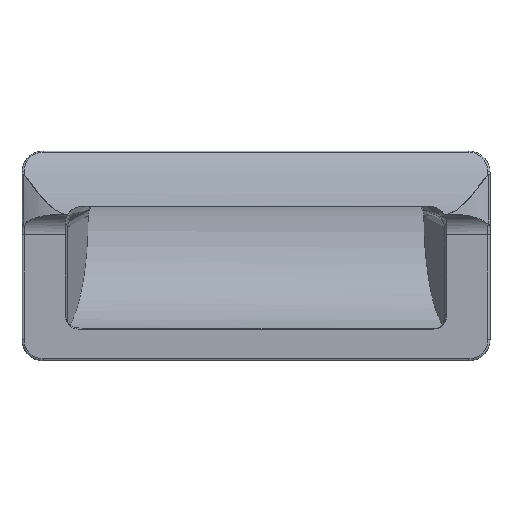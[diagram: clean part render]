
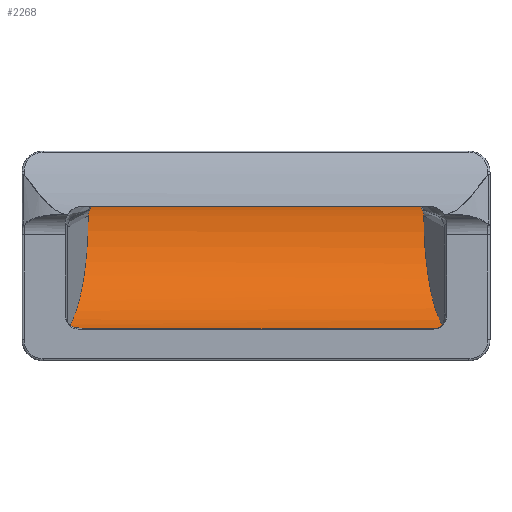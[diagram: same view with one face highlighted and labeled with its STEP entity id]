
A CAD part, top view. The second image highlights one B-rep face of the part: STEP entity #2268.
In plain terms, the highlighted cylindrical face has radius 28.247 mm (diameter 56.494 mm), a partial arc.
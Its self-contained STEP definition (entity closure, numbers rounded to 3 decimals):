
#19=ELLIPSE('',#2471,29.173,28.247);
#20=ELLIPSE('',#2474,29.173,28.247);
#157=LINE('',#4379,#255);
#160=LINE('',#4403,#258);
#178=LINE('',#5206,#276);
#255=VECTOR('',#2857,84.272);
#258=VECTOR('',#2860,4.728);
#276=VECTOR('',#2952,69.655);
#313=CYLINDRICAL_SURFACE('',#2472,28.247);
#449=FACE_OUTER_BOUND('',#596,.T.);
#596=EDGE_LOOP('',(#2033,#2034,#2035,#2036,#2037,#2038,#2039,#2040,#2041,
#2042,#2043,#2044,#2045,#2046,#2047));
#702=CIRCLE('',#2469,28.247);
#703=CIRCLE('',#2473,28.247);
#828=B_SPLINE_CURVE_WITH_KNOTS('',3,(#5250,#5251,#5252,#5253,#5254,#5255,
#5256),.UNSPECIFIED.,.F.,.F.,(4,3,4),(0.188,0.633,
1.104),.UNSPECIFIED.);
#830=B_SPLINE_CURVE_WITH_KNOTS('',3,(#5284,#5285,#5286,#5287,#5288,#5289),
 .UNSPECIFIED.,.F.,.F.,(4,2,4),(0.119,0.395,0.455),
 .UNSPECIFIED.);
#833=B_SPLINE_CURVE_WITH_KNOTS('',3,(#5321,#5322,#5323,#5324,#5325,#5326,
#5327),.UNSPECIFIED.,.F.,.F.,(4,3,4),(0.,0.018,0.036),
 .UNSPECIFIED.);
#835=B_SPLINE_CURVE_WITH_KNOTS('',3,(#5338,#5339,#5340,#5341,#5342,#5343,
#5344,#5345,#5346,#5347),.UNSPECIFIED.,.F.,.F.,(4,3,3,4),(0.,0.067,
0.076,0.132),.UNSPECIFIED.);
#836=B_SPLINE_CURVE_WITH_KNOTS('',3,(#5349,#5350,#5351,#5352,#5353,#5354,
#5355),.UNSPECIFIED.,.F.,.F.,(4,3,4),(0.,0.018,0.036),
 .UNSPECIFIED.);
#837=B_SPLINE_CURVE_WITH_KNOTS('',3,(#5356,#5357,#5358,#5359,#5360,#5361,
#5362),.UNSPECIFIED.,.F.,.F.,(4,3,4),(0.214,0.622,
1.13),.UNSPECIFIED.);
#838=B_SPLINE_CURVE_WITH_KNOTS('',3,(#5364,#5365,#5366,#5367,#5368,#5369),
 .UNSPECIFIED.,.F.,.F.,(4,2,4),(0.332,0.386,0.668),
 .UNSPECIFIED.);
#839=B_SPLINE_CURVE_WITH_KNOTS('',3,(#5370,#5371,#5372,#5373,#5374,#5375,
#5376,#5377,#5378,#5379),.UNSPECIFIED.,.F.,.F.,(4,3,3,4),(0.,0.065,
0.075,0.132),.UNSPECIFIED.);
#990=VERTEX_POINT('',#4377);
#991=VERTEX_POINT('',#4378);
#992=VERTEX_POINT('',#4402);
#1035=VERTEX_POINT('',#5187);
#1038=VERTEX_POINT('',#5198);
#1040=VERTEX_POINT('',#5225);
#1041=VERTEX_POINT('',#5244);
#1042=VERTEX_POINT('',#5277);
#1043=VERTEX_POINT('',#5283);
#1044=VERTEX_POINT('',#5315);
#1045=VERTEX_POINT('',#5329);
#1046=VERTEX_POINT('',#5337);
#1047=VERTEX_POINT('',#5348);
#1048=VERTEX_POINT('',#5363);
#1049=VERTEX_POINT('',#5380);
#1281=EDGE_CURVE('',#990,#991,#157,.T.);
#1284=EDGE_CURVE('',#991,#992,#160,.T.);
#1368=EDGE_CURVE('',#1035,#1038,#178,.T.);
#1372=EDGE_CURVE('',#1040,#992,#702,.F.);
#1375=EDGE_CURVE('',#1038,#1041,#828,.T.);
#1377=EDGE_CURVE('',#1043,#1042,#830,.T.);
#1380=EDGE_CURVE('',#1044,#1041,#833,.F.);
#1382=EDGE_CURVE('',#1045,#1040,#19,.T.);
#1383=EDGE_CURVE('',#1046,#1043,#835,.T.);
#1384=EDGE_CURVE('',#1047,#1042,#836,.F.);
#1385=EDGE_CURVE('',#1047,#1035,#837,.T.);
#1386=EDGE_CURVE('',#1044,#1048,#838,.T.);
#1387=EDGE_CURVE('',#1048,#1045,#839,.T.);
#1388=EDGE_CURVE('',#990,#1049,#703,.F.);
#1389=EDGE_CURVE('',#1049,#1046,#20,.T.);
#2033=ORIENTED_EDGE('',*,*,#1383,.T.);
#2034=ORIENTED_EDGE('',*,*,#1377,.T.);
#2035=ORIENTED_EDGE('',*,*,#1384,.F.);
#2036=ORIENTED_EDGE('',*,*,#1385,.T.);
#2037=ORIENTED_EDGE('',*,*,#1368,.T.);
#2038=ORIENTED_EDGE('',*,*,#1375,.T.);
#2039=ORIENTED_EDGE('',*,*,#1380,.F.);
#2040=ORIENTED_EDGE('',*,*,#1386,.T.);
#2041=ORIENTED_EDGE('',*,*,#1387,.T.);
#2042=ORIENTED_EDGE('',*,*,#1382,.T.);
#2043=ORIENTED_EDGE('',*,*,#1372,.T.);
#2044=ORIENTED_EDGE('',*,*,#1284,.F.);
#2045=ORIENTED_EDGE('',*,*,#1281,.F.);
#2046=ORIENTED_EDGE('',*,*,#1388,.T.);
#2047=ORIENTED_EDGE('',*,*,#1389,.T.);
#2268=ADVANCED_FACE('',(#449),#313,.F.);
#2469=AXIS2_PLACEMENT_3D('',#5226,#2957,#2958);
#2471=AXIS2_PLACEMENT_3D('',#5335,#2962,#2963);
#2472=AXIS2_PLACEMENT_3D('',#5336,#2964,#2965);
#2473=AXIS2_PLACEMENT_3D('',#5381,#2966,#2967);
#2474=AXIS2_PLACEMENT_3D('',#5382,#2968,#2969);
#2857=DIRECTION('',(-1.,0.,0.));
#2860=DIRECTION('',(-1.,0.,0.));
#2952=DIRECTION('',(-1.,0.,0.));
#2957=DIRECTION('center_axis',(1.,0.,0.));
#2958=DIRECTION('ref_axis',(0.,0.952,0.305));
#2962=DIRECTION('center_axis',(-0.968,0.,
-0.25));
#2963=DIRECTION('ref_axis',(-0.25,0.,0.968));
#2964=DIRECTION('center_axis',(1.,0.,0.));
#2965=DIRECTION('ref_axis',(0.,0.952,0.305));
#2966=DIRECTION('center_axis',(-1.,0.,0.));
#2967=DIRECTION('ref_axis',(0.,0.952,0.305));
#2968=DIRECTION('center_axis',(0.968,0.,
-0.25));
#2969=DIRECTION('ref_axis',(0.25,0.,0.968));
#4377=CARTESIAN_POINT('',(44.5,7.531,0.));
#4378=CARTESIAN_POINT('',(-39.772,7.531,0.));
#4379=CARTESIAN_POINT('',(0.,7.531,0.));
#4402=CARTESIAN_POINT('',(-44.5,7.531,0.));
#4403=CARTESIAN_POINT('',(0.,7.531,0.));
#5187=CARTESIAN_POINT('',(34.827,47.1,-15.776));
#5198=CARTESIAN_POINT('',(-34.827,47.1,-15.776));
#5206=CARTESIAN_POINT('',(0.,47.1,-15.776));
#5225=CARTESIAN_POINT('',(-44.5,7.56,-0.082));
#5226=CARTESIAN_POINT('Origin',(-44.5,34.187,9.347));
#5244=CARTESIAN_POINT('',(-37.789,38.923,-18.5));
#5250=CARTESIAN_POINT('Ctrl Pts',(-34.827,47.1,-15.776));
#5251=CARTESIAN_POINT('Ctrl Pts',(-35.288,45.848,-16.419));
#5252=CARTESIAN_POINT('Ctrl Pts',(-35.759,44.552,-16.967));
#5253=CARTESIAN_POINT('Ctrl Pts',(-36.24,43.223,-17.416));
#5254=CARTESIAN_POINT('Ctrl Pts',(-36.748,41.817,-17.89));
#5255=CARTESIAN_POINT('Ctrl Pts',(-37.266,40.379,-18.252));
#5256=CARTESIAN_POINT('Ctrl Pts',(-37.789,38.923,-18.5));
#5277=CARTESIAN_POINT('',(37.931,38.593,-18.554));
#5283=CARTESIAN_POINT('',(39.363,35.584,-18.865));
#5284=CARTESIAN_POINT('Ctrl Pts',(39.363,35.584,-18.865));
#5285=CARTESIAN_POINT('Ctrl Pts',(38.982,36.419,-18.824));
#5286=CARTESIAN_POINT('Ctrl Pts',(38.597,37.247,-18.746));
#5287=CARTESIAN_POINT('Ctrl Pts',(38.107,38.244,-18.608));
#5288=CARTESIAN_POINT('Ctrl Pts',(38.019,38.419,-18.582));
#5289=CARTESIAN_POINT('Ctrl Pts',(37.931,38.593,-18.554));
#5315=CARTESIAN_POINT('',(-37.931,38.593,-18.554));
#5321=CARTESIAN_POINT('Ctrl Pts',(-37.789,38.923,-18.5));
#5322=CARTESIAN_POINT('Ctrl Pts',(-37.81,38.867,-18.51));
#5323=CARTESIAN_POINT('Ctrl Pts',(-37.832,38.811,-18.519));
#5324=CARTESIAN_POINT('Ctrl Pts',(-37.855,38.756,-18.528));
#5325=CARTESIAN_POINT('Ctrl Pts',(-37.879,38.701,-18.537));
#5326=CARTESIAN_POINT('Ctrl Pts',(-37.904,38.646,-18.546));
#5327=CARTESIAN_POINT('Ctrl Pts',(-37.931,38.593,-18.554));
#5329=CARTESIAN_POINT('',(-39.641,34.305,-18.9));
#5335=CARTESIAN_POINT('Origin',(-46.935,34.187,9.347));
#5336=CARTESIAN_POINT('Origin',(0.,34.187,9.347));
#5337=CARTESIAN_POINT('',(39.641,34.305,-18.9));
#5338=CARTESIAN_POINT('Ctrl Pts',(39.641,34.305,-18.9));
#5339=CARTESIAN_POINT('Ctrl Pts',(39.641,34.527,-18.899));
#5340=CARTESIAN_POINT('Ctrl Pts',(39.617,34.749,-18.895));
#5341=CARTESIAN_POINT('Ctrl Pts',(39.569,34.966,-18.889));
#5342=CARTESIAN_POINT('Ctrl Pts',(39.563,34.997,-18.888));
#5343=CARTESIAN_POINT('Ctrl Pts',(39.555,35.028,-18.887));
#5344=CARTESIAN_POINT('Ctrl Pts',(39.548,35.058,-18.887));
#5345=CARTESIAN_POINT('Ctrl Pts',(39.502,35.239,-18.881));
#5346=CARTESIAN_POINT('Ctrl Pts',(39.44,35.415,-18.874));
#5347=CARTESIAN_POINT('Ctrl Pts',(39.363,35.584,-18.865));
#5348=CARTESIAN_POINT('',(37.789,38.923,-18.5));
#5349=CARTESIAN_POINT('Ctrl Pts',(37.931,38.593,-18.554));
#5350=CARTESIAN_POINT('Ctrl Pts',(37.904,38.646,-18.546));
#5351=CARTESIAN_POINT('Ctrl Pts',(37.879,38.701,-18.537));
#5352=CARTESIAN_POINT('Ctrl Pts',(37.855,38.756,-18.528));
#5353=CARTESIAN_POINT('Ctrl Pts',(37.832,38.811,-18.519));
#5354=CARTESIAN_POINT('Ctrl Pts',(37.81,38.867,-18.51));
#5355=CARTESIAN_POINT('Ctrl Pts',(37.789,38.923,-18.5));
#5356=CARTESIAN_POINT('Ctrl Pts',(37.789,38.923,-18.5));
#5357=CARTESIAN_POINT('Ctrl Pts',(37.335,40.186,-18.285));
#5358=CARTESIAN_POINT('Ctrl Pts',(36.886,41.436,-17.984));
#5359=CARTESIAN_POINT('Ctrl Pts',(36.442,42.663,-17.598));
#5360=CARTESIAN_POINT('Ctrl Pts',(35.891,44.188,-17.119));
#5361=CARTESIAN_POINT('Ctrl Pts',(35.352,45.672,-16.509));
#5362=CARTESIAN_POINT('Ctrl Pts',(34.827,47.1,-15.776));
#5363=CARTESIAN_POINT('',(-39.363,35.584,-18.865));
#5364=CARTESIAN_POINT('Ctrl Pts',(-37.931,38.593,-18.554));
#5365=CARTESIAN_POINT('Ctrl Pts',(-38.01,38.437,-18.579));
#5366=CARTESIAN_POINT('Ctrl Pts',(-38.089,38.28,-18.602));
#5367=CARTESIAN_POINT('Ctrl Pts',(-38.58,37.284,-18.742));
#5368=CARTESIAN_POINT('Ctrl Pts',(-38.973,36.437,-18.823));
#5369=CARTESIAN_POINT('Ctrl Pts',(-39.363,35.584,-18.865));
#5370=CARTESIAN_POINT('Ctrl Pts',(-39.363,35.584,-18.865));
#5371=CARTESIAN_POINT('Ctrl Pts',(-39.453,35.386,-18.875));
#5372=CARTESIAN_POINT('Ctrl Pts',(-39.522,35.179,-18.883));
#5373=CARTESIAN_POINT('Ctrl Pts',(-39.569,34.967,-18.889));
#5374=CARTESIAN_POINT('Ctrl Pts',(-39.576,34.936,-18.89));
#5375=CARTESIAN_POINT('Ctrl Pts',(-39.582,34.905,-18.891));
#5376=CARTESIAN_POINT('Ctrl Pts',(-39.588,34.874,-18.892));
#5377=CARTESIAN_POINT('Ctrl Pts',(-39.623,34.686,-18.896));
#5378=CARTESIAN_POINT('Ctrl Pts',(-39.641,34.496,-18.899));
#5379=CARTESIAN_POINT('Ctrl Pts',(-39.641,34.305,-18.9));
#5380=CARTESIAN_POINT('',(44.5,7.56,-0.082));
#5381=CARTESIAN_POINT('Origin',(44.5,34.187,9.347));
#5382=CARTESIAN_POINT('Origin',(46.935,34.187,9.347));
